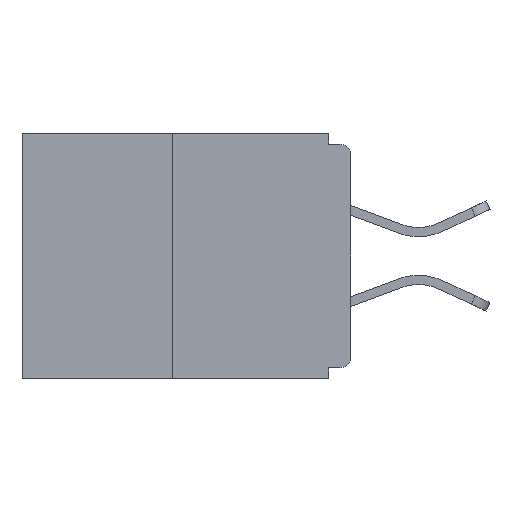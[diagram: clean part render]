
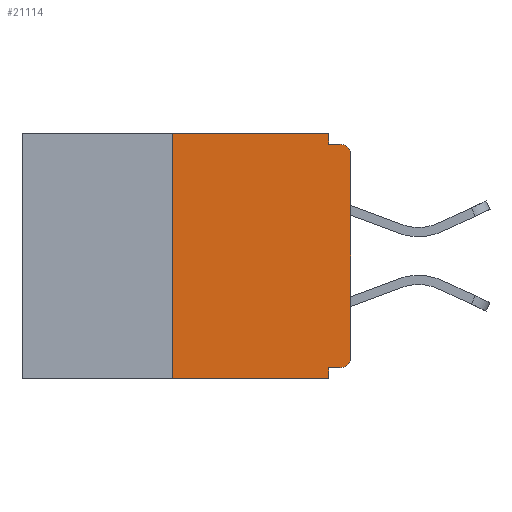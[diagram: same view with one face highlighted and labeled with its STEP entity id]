
A CAD part, left-side view. The second image highlights one B-rep face of the part: STEP entity #21114.
In plain terms, the highlighted planar face has unit normal (-1, 0, 0).
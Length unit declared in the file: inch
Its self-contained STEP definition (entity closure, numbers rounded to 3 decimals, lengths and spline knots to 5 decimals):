
#21 = CARTESIAN_POINT ( 'NONE',  ( 0., 0.031, 0. ) ) ;
#29 = LINE ( 'NONE', #11721, #9855 ) ;
#391 = LINE ( 'NONE', #4934, #3557 ) ;
#717 = PLANE ( 'NONE',  #14716 ) ;
#725 = ORIENTED_EDGE ( 'NONE', *, *, #13341, .F. ) ;
#1329 = DIRECTION ( 'NONE',  ( 0., 0., -1. ) ) ;
#1628 = VERTEX_POINT ( 'NONE', #6841 ) ;
#1960 = DIRECTION ( 'NONE',  ( 0., 0., -1. ) ) ;
#2354 = EDGE_LOOP ( 'NONE', ( #20777, #13382, #6762, #8000, #4576, #12753, #18758, #4698, #18169, #725 ) ) ;
#2932 = DIRECTION ( 'NONE',  ( 0., 0., 1. ) ) ;
#3177 = DIRECTION ( 'NONE',  ( -1., 0., 0. ) ) ;
#3204 = LINE ( 'NONE', #17633, #19077 ) ;
#3557 = VECTOR ( 'NONE', #9932, 39.37008 ) ;
#4372 = VERTEX_POINT ( 'NONE', #5276 ) ;
#4576 = ORIENTED_EDGE ( 'NONE', *, *, #15175, .F. ) ;
#4698 = ORIENTED_EDGE ( 'NONE', *, *, #20418, .T. ) ;
#4854 = VERTEX_POINT ( 'NONE', #15754 ) ;
#4934 = CARTESIAN_POINT ( 'NONE',  ( 0., 0., -0.015 ) ) ;
#4959 = AXIS2_PLACEMENT_3D ( 'NONE', #13332, #3177, #1329 ) ;
#5088 = DIRECTION ( 'NONE',  ( 0., -1., 0. ) ) ;
#5225 = EDGE_CURVE ( 'NONE', #14597, #7939, #18876, .T. ) ;
#5242 = CIRCLE ( 'NONE', #4959, 0.015 ) ;
#5276 = CARTESIAN_POINT ( 'NONE',  ( 0., 0.031, 0. ) ) ;
#5705 = CARTESIAN_POINT ( 'NONE',  ( 0., 0.46, 0. ) ) ;
#6270 = DIRECTION ( 'NONE',  ( 0., 1., 0. ) ) ;
#6674 = DIRECTION ( 'NONE',  ( 0., -1., 0. ) ) ;
#6762 = ORIENTED_EDGE ( 'NONE', *, *, #15605, .T. ) ;
#6841 = CARTESIAN_POINT ( 'NONE',  ( 0., 0., -0.03 ) ) ;
#7149 = EDGE_CURVE ( 'NONE', #8530, #1628, #9853, .T. ) ;
#7548 = DIRECTION ( 'NONE',  ( 0., 0., 1. ) ) ;
#7801 = EDGE_CURVE ( 'NONE', #20699, #8530, #19030, .T. ) ;
#7939 = VERTEX_POINT ( 'NONE', #18243 ) ;
#8000 = ORIENTED_EDGE ( 'NONE', *, *, #5225, .F. ) ;
#8160 = FACE_OUTER_BOUND ( 'NONE', #2354, .T. ) ;
#8447 = CARTESIAN_POINT ( 'NONE',  ( 0., 0.031, -0.343 ) ) ;
#8530 = VERTEX_POINT ( 'NONE', #12829 ) ;
#8575 = CARTESIAN_POINT ( 'NONE',  ( 0., 0.015, -0.313 ) ) ;
#8651 = VERTEX_POINT ( 'NONE', #12060 ) ;
#9248 = VERTEX_POINT ( 'NONE', #10682 ) ;
#9844 = CARTESIAN_POINT ( 'NONE',  ( 0., 0., -0.328 ) ) ;
#9853 = LINE ( 'NONE', #16501, #18534 ) ;
#9855 = VECTOR ( 'NONE', #6674, 39.37008 ) ;
#9932 = DIRECTION ( 'NONE',  ( 0., -1., 0. ) ) ;
#10075 = CARTESIAN_POINT ( 'NONE',  ( 0., 0.031, -0.328 ) ) ;
#10682 = CARTESIAN_POINT ( 'NONE',  ( 0., 0.25, -0.343 ) ) ;
#11463 = LINE ( 'NONE', #9844, #20943 ) ;
#11467 = AXIS2_PLACEMENT_3D ( 'NONE', #8575, #17076, #20542 ) ;
#11705 = CARTESIAN_POINT ( 'NONE',  ( 0., 0.015, -0.328 ) ) ;
#11721 = CARTESIAN_POINT ( 'NONE',  ( 0., 0.46, 0. ) ) ;
#11898 = DIRECTION ( 'NONE',  ( 0., 0., -1. ) ) ;
#12060 = CARTESIAN_POINT ( 'NONE',  ( 0., 0.031, -0.015 ) ) ;
#12753 = ORIENTED_EDGE ( 'NONE', *, *, #7801, .T. ) ;
#12829 = CARTESIAN_POINT ( 'NONE',  ( 0., 0., -0.313 ) ) ;
#12992 = LINE ( 'NONE', #21717, #16388 ) ;
#13332 = CARTESIAN_POINT ( 'NONE',  ( 0., 0.015, -0.03 ) ) ;
#13341 = EDGE_CURVE ( 'NONE', #4372, #8651, #15205, .T. ) ;
#13382 = ORIENTED_EDGE ( 'NONE', *, *, #15392, .F. ) ;
#13528 = DIRECTION ( 'NONE',  ( 0., 0., -1. ) ) ;
#14597 = VERTEX_POINT ( 'NONE', #10075 ) ;
#14716 = AXIS2_PLACEMENT_3D ( 'NONE', #5705, #21527, #1960 ) ;
#14961 = VECTOR ( 'NONE', #11898, 39.37008 ) ;
#15175 = EDGE_CURVE ( 'NONE', #20699, #14597, #11463, .T. ) ;
#15205 = LINE ( 'NONE', #21, #14961 ) ;
#15392 = EDGE_CURVE ( 'NONE', #9248, #4854, #3204, .T. ) ;
#15605 = EDGE_CURVE ( 'NONE', #9248, #7939, #12992, .T. ) ;
#15754 = CARTESIAN_POINT ( 'NONE',  ( 0., 0.25, 0. ) ) ;
#16388 = VECTOR ( 'NONE', #5088, 39.37008 ) ;
#16501 = CARTESIAN_POINT ( 'NONE',  ( 0., 0., 0. ) ) ;
#16918 = EDGE_CURVE ( 'NONE', #8651, #19768, #391, .T. ) ;
#17076 = DIRECTION ( 'NONE',  ( -1., 0., 0. ) ) ;
#17257 = VECTOR ( 'NONE', #13528, 39.37008 ) ;
#17633 = CARTESIAN_POINT ( 'NONE',  ( 0., 0.25, 0. ) ) ;
#18169 = ORIENTED_EDGE ( 'NONE', *, *, #16918, .F. ) ;
#18186 = CARTESIAN_POINT ( 'NONE',  ( 0., 0.015, -0.015 ) ) ;
#18243 = CARTESIAN_POINT ( 'NONE',  ( 0., 0.031, -0.343 ) ) ;
#18534 = VECTOR ( 'NONE', #2932, 39.37008 ) ;
#18686 = EDGE_CURVE ( 'NONE', #4854, #4372, #29, .T. ) ;
#18758 = ORIENTED_EDGE ( 'NONE', *, *, #7149, .T. ) ;
#18876 = LINE ( 'NONE', #8447, #17257 ) ;
#19030 = CIRCLE ( 'NONE', #11467, 0.015 ) ;
#19077 = VECTOR ( 'NONE', #7548, 39.37008 ) ;
#19768 = VERTEX_POINT ( 'NONE', #18186 ) ;
#20418 = EDGE_CURVE ( 'NONE', #1628, #19768, #5242, .T. ) ;
#20542 = DIRECTION ( 'NONE',  ( 0., 0., -1. ) ) ;
#20699 = VERTEX_POINT ( 'NONE', #11705 ) ;
#20777 = ORIENTED_EDGE ( 'NONE', *, *, #18686, .F. ) ;
#20943 = VECTOR ( 'NONE', #6270, 39.37008 ) ;
#21114 = ADVANCED_FACE ( 'NONE', ( #8160 ), #717, .F. ) ;
#21527 = DIRECTION ( 'NONE',  ( 1., 0., 0. ) ) ;
#21717 = CARTESIAN_POINT ( 'NONE',  ( 0., 0.46, -0.343 ) ) ;
